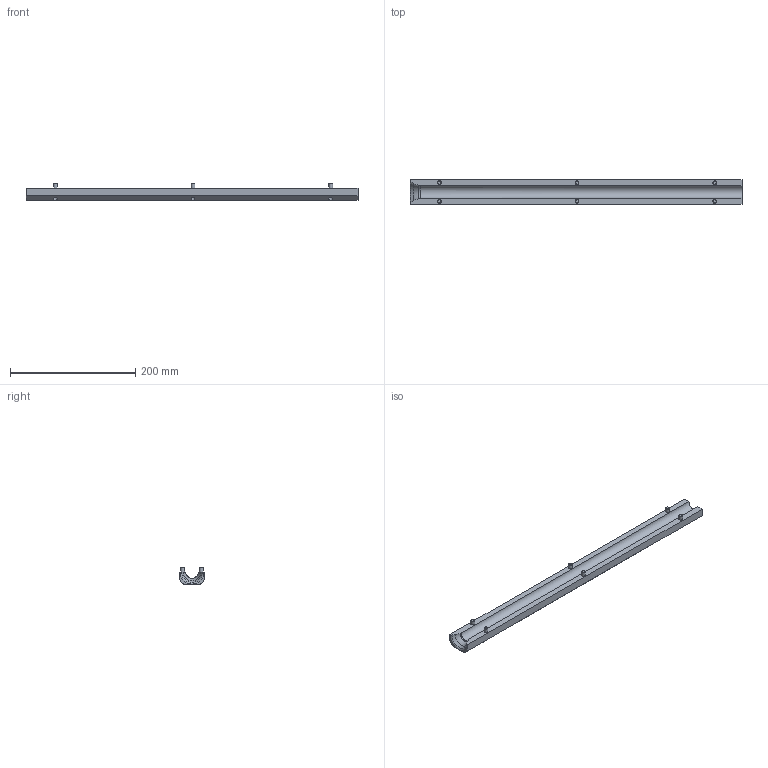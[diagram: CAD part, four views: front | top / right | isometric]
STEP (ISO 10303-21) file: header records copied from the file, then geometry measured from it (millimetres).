
FILE_DESCRIPTION((''),'2;1');
FILE_NAME('SA-117.stp','2018-10-10T07:23:49',(''),(''),'STEP Write','Mastercam X9 ... CNC Software, Inc.','');
FILE_SCHEMA(('AUTOMOTIVE_DESIGN'));
Length unit declared in the file: inch
Products named in the file (1): None
Bounding box: 530.5 x 39.5 x 26.77 mm (x, y, z)
Volume: 298861 mm3; surface area: 68818.9 mm2
Topology: 7 solids, 7 shells, 54 faces, 202 edges, 222 vertices
Faces by surface type: plane 25, cylinder 13, cone 13, torus 2, bspline 1
Full cylindrical faces by diameter (mm): 5.994 x6, 6 x6
Entity records: 2093 total; most frequent: CARTESIAN_POINT 529, DIRECTION 326, ORIENTED_EDGE 192, STYLED_ITEM 125, AXIS2_PLACEMENT_3D 121, EDGE_CURVE 96, EDGE_LOOP 84, VECTOR 84
